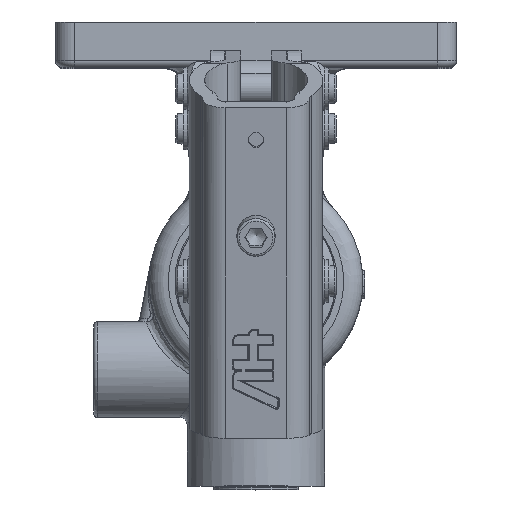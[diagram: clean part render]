
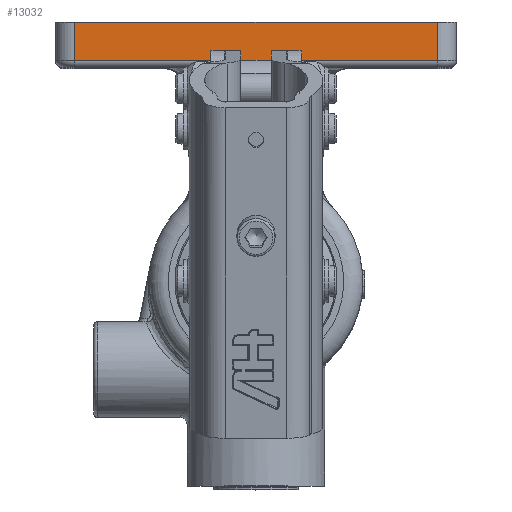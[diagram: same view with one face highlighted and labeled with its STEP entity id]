
A CAD part, top view. The second image highlights one B-rep face of the part: STEP entity #13032.
In plain terms, the highlighted planar face has unit normal (0, 0, 1).
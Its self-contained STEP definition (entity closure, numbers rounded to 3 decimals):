
#12732=CARTESIAN_POINT('',(47.5,68.0,138.5));
#12733=VERTEX_POINT('',#12732);
#12783=CARTESIAN_POINT('',(-47.5,68.0,138.5));
#12784=VERTEX_POINT('',#12783);
#12792=CARTESIAN_POINT('',(47.5,68.0,138.5));
#12793=DIRECTION('',(-1.0,0.0,0.0));
#12794=VECTOR('',#12793,95.0);
#12795=LINE('',#12792,#12794);
#12796=EDGE_CURVE('',#12733,#12784,#12795,.T.);
#12974=CARTESIAN_POINT('',(47.5,58.0,138.5));
#12975=VERTEX_POINT('',#12974);
#12976=CARTESIAN_POINT('',(47.5,68.0,138.5));
#12977=DIRECTION('',(0.0,-1.0,0.0));
#12978=VECTOR('',#12977,10.);
#12979=LINE('',#12976,#12978);
#12980=EDGE_CURVE('',#12733,#12975,#12979,.T.);
#12993=CARTESIAN_POINT('',(-47.5,69.0,138.5));
#12994=DIRECTION('',(0.0,0.0,1.0));
#12995=DIRECTION('',(1.0,0.0,0.0));
#12996=AXIS2_PLACEMENT_3D('',#12993,#12994,#12995);
#12997=PLANE('',#12996);
#12998=ORIENTED_EDGE('',*,*,#12796,.T.);
#12999=CARTESIAN_POINT('',(-47.5,58.0,138.5));
#13000=VERTEX_POINT('',#12999);
#13001=CARTESIAN_POINT('',(-47.5,68.0,138.5));
#13002=DIRECTION('',(0.0,-1.0,0.0));
#13003=VECTOR('',#13002,10.);
#13004=LINE('',#13001,#13003);
#13005=EDGE_CURVE('',#12784,#13000,#13004,.T.);
#13006=ORIENTED_EDGE('',*,*,#13005,.T.);
#13007=CARTESIAN_POINT('',(-9.,58.0,138.5));
#13008=VERTEX_POINT('',#13007);
#13009=CARTESIAN_POINT('',(-9.,58.0,138.5));
#13010=DIRECTION('',(-1.0,0.0,0.0));
#13011=VECTOR('',#13010,38.5);
#13012=LINE('',#13009,#13011);
#13013=EDGE_CURVE('',#13008,#13000,#13012,.T.);
#13014=ORIENTED_EDGE('',*,*,#13013,.F.);
#13015=CARTESIAN_POINT('',(9.,58.0,138.5));
#13016=VERTEX_POINT('',#13015);
#13017=CARTESIAN_POINT('',(9.,58.0,138.5));
#13018=DIRECTION('',(-1.0,0.0,0.0));
#13019=VECTOR('',#13018,18.);
#13020=LINE('',#13017,#13019);
#13021=EDGE_CURVE('',#13016,#13008,#13020,.T.);
#13022=ORIENTED_EDGE('',*,*,#13021,.F.);
#13023=CARTESIAN_POINT('',(47.5,58.0,138.5));
#13024=DIRECTION('',(-1.0,0.0,0.0));
#13025=VECTOR('',#13024,38.5);
#13026=LINE('',#13023,#13025);
#13027=EDGE_CURVE('',#12975,#13016,#13026,.T.);
#13028=ORIENTED_EDGE('',*,*,#13027,.F.);
#13029=ORIENTED_EDGE('',*,*,#12980,.F.);
#13030=EDGE_LOOP('',(#12998,#13006,#13014,#13022,#13028,#13029));
#13031=FACE_OUTER_BOUND('',#13030,.T.);
#13032=ADVANCED_FACE('',(#13031),#12997,.T.);
